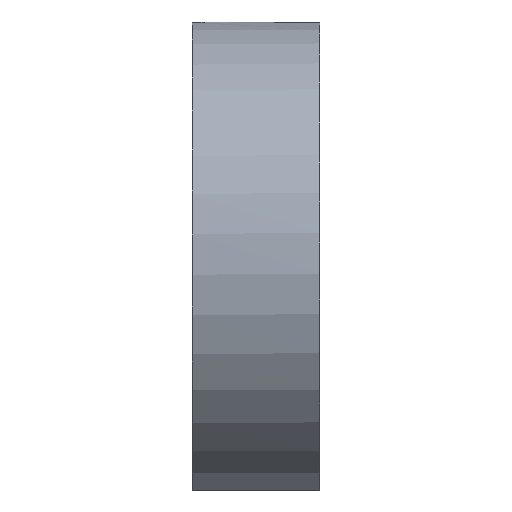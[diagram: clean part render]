
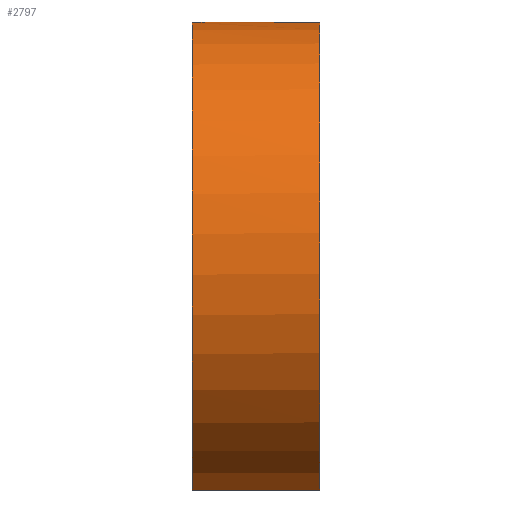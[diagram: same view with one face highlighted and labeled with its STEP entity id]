
A CAD part, left-side view. The second image highlights one B-rep face of the part: STEP entity #2797.
In plain terms, the highlighted cylindrical face has radius 79 mm (diameter 158 mm), a partial arc.
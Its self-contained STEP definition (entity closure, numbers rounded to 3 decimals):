
#30=B_SPLINE_CURVE_WITH_KNOTS('',3,(#4380,#4381,#4382,#4383,#4384,#4385,
#4386,#4387,#4388,#4389),.UNSPECIFIED.,.F.,.F.,(4,2,2,2,4),(0.,0.094,
0.188,0.283,0.377),.UNSPECIFIED.);
#31=B_SPLINE_CURVE_WITH_KNOTS('',3,(#4398,#4399,#4400,#4401,#4402,#4403,
#4404,#4405,#4406,#4407),.UNSPECIFIED.,.F.,.F.,(4,2,2,2,4),(-0.377,
-0.283,-0.188,-0.094,0.),
 .UNSPECIFIED.);
#32=B_SPLINE_CURVE_WITH_KNOTS('',3,(#4412,#4413,#4414,#4415,#4416,#4417,
#4418,#4419,#4420,#4421),.UNSPECIFIED.,.F.,.F.,(4,2,2,2,4),(0.378,
0.472,0.567,0.661,0.755),
 .UNSPECIFIED.);
#33=B_SPLINE_CURVE_WITH_KNOTS('',3,(#4428,#4429,#4430,#4431,#4432,#4433,
#4434,#4435,#4436,#4437),.UNSPECIFIED.,.F.,.F.,(4,2,2,2,4),(0.755,
0.849,0.943,1.038,1.132),
 .UNSPECIFIED.);
#48=CYLINDRICAL_SURFACE('',#2997,79.);
#89=FACE_BOUND('',#423,.T.);
#157=CIRCLE('',#2986,79.);
#158=CIRCLE('',#2994,79.);
#159=CIRCLE('',#2998,79.);
#160=CIRCLE('',#2999,79.);
#161=CIRCLE('',#3000,79.);
#162=CIRCLE('',#3001,79.);
#270=FACE_OUTER_BOUND('',#422,.T.);
#422=EDGE_LOOP('',(#2065,#2066,#2067,#2068,#2069,#2070,#2071,#2072,#2073,
#2074));
#423=EDGE_LOOP('',(#2075,#2076,#2077,#2078));
#655=LINE('',#4314,#943);
#691=LINE('',#4426,#979);
#692=LINE('',#4442,#980);
#693=LINE('',#4445,#981);
#943=VECTOR('',#3398,10.);
#979=VECTOR('',#3462,10.);
#980=VECTOR('',#3467,10.);
#981=VECTOR('',#3470,10.);
#1245=VERTEX_POINT('',#4311);
#1246=VERTEX_POINT('',#4313);
#1250=VERTEX_POINT('',#4324);
#1272=VERTEX_POINT('',#4378);
#1273=VERTEX_POINT('',#4379);
#1274=VERTEX_POINT('',#4393);
#1275=VERTEX_POINT('',#4397);
#1276=VERTEX_POINT('',#4410);
#1277=VERTEX_POINT('',#4423);
#1278=VERTEX_POINT('',#4425);
#1279=VERTEX_POINT('',#4438);
#1280=VERTEX_POINT('',#4439);
#1281=VERTEX_POINT('',#4441);
#1282=VERTEX_POINT('',#4443);
#1545=EDGE_CURVE('',#1245,#1246,#655,.T.);
#1552=EDGE_CURVE('',#1250,#1245,#157,.T.);
#1577=EDGE_CURVE('',#1272,#1273,#30,.T.);
#1580=EDGE_CURVE('',#1274,#1273,#158,.T.);
#1582=EDGE_CURVE('',#1274,#1275,#31,.T.);
#1585=EDGE_CURVE('',#1276,#1272,#32,.T.);
#1586=EDGE_CURVE('',#1277,#1276,#159,.T.);
#1587=EDGE_CURVE('',#1278,#1277,#691,.T.);
#1588=EDGE_CURVE('',#1246,#1278,#160,.T.);
#1589=EDGE_CURVE('',#1275,#1250,#33,.T.);
#1590=EDGE_CURVE('',#1279,#1280,#161,.T.);
#1591=EDGE_CURVE('',#1281,#1279,#692,.T.);
#1592=EDGE_CURVE('',#1281,#1282,#162,.T.);
#1593=EDGE_CURVE('',#1282,#1280,#693,.T.);
#2065=ORIENTED_EDGE('',*,*,#1585,.F.);
#2066=ORIENTED_EDGE('',*,*,#1586,.F.);
#2067=ORIENTED_EDGE('',*,*,#1587,.F.);
#2068=ORIENTED_EDGE('',*,*,#1588,.F.);
#2069=ORIENTED_EDGE('',*,*,#1545,.F.);
#2070=ORIENTED_EDGE('',*,*,#1552,.F.);
#2071=ORIENTED_EDGE('',*,*,#1589,.F.);
#2072=ORIENTED_EDGE('',*,*,#1582,.F.);
#2073=ORIENTED_EDGE('',*,*,#1580,.T.);
#2074=ORIENTED_EDGE('',*,*,#1577,.F.);
#2075=ORIENTED_EDGE('',*,*,#1590,.F.);
#2076=ORIENTED_EDGE('',*,*,#1591,.F.);
#2077=ORIENTED_EDGE('',*,*,#1592,.T.);
#2078=ORIENTED_EDGE('',*,*,#1593,.T.);
#2797=ADVANCED_FACE('',(#270,#89),#48,.T.);
#2986=AXIS2_PLACEMENT_3D('',#4326,#3407,#3408);
#2994=AXIS2_PLACEMENT_3D('',#4394,#3449,#3450);
#2997=AXIS2_PLACEMENT_3D('',#4422,#3458,#3459);
#2998=AXIS2_PLACEMENT_3D('',#4424,#3460,#3461);
#2999=AXIS2_PLACEMENT_3D('',#4427,#3463,#3464);
#3000=AXIS2_PLACEMENT_3D('',#4440,#3465,#3466);
#3001=AXIS2_PLACEMENT_3D('',#4444,#3468,#3469);
#3398=DIRECTION('',(0.,-1.,0.));
#3407=DIRECTION('center_axis',(0.,1.,0.));
#3408=DIRECTION('ref_axis',(1.,0.,0.));
#3449=DIRECTION('center_axis',(0.,-1.,0.));
#3450=DIRECTION('ref_axis',(1.,0.,0.));
#3458=DIRECTION('center_axis',(0.,1.,0.));
#3459=DIRECTION('ref_axis',(0.,0.,1.));
#3460=DIRECTION('center_axis',(0.,1.,0.));
#3461=DIRECTION('ref_axis',(1.,0.,0.));
#3462=DIRECTION('',(0.,1.,0.));
#3463=DIRECTION('center_axis',(0.,-1.,0.));
#3464=DIRECTION('ref_axis',(1.,0.,0.));
#3465=DIRECTION('center_axis',(0.,-1.,0.));
#3466=DIRECTION('ref_axis',(-1.,0.,0.));
#3467=DIRECTION('',(0.,1.,0.));
#3468=DIRECTION('center_axis',(0.,-1.,0.));
#3469=DIRECTION('ref_axis',(1.,0.,0.));
#3470=DIRECTION('',(0.,1.,0.));
#4311=CARTESIAN_POINT('',(25.987,44.707,-74.604));
#4313=CARTESIAN_POINT('',(25.987,2.707,-74.604));
#4314=CARTESIAN_POINT('',(25.987,2.707,-74.604));
#4324=CARTESIAN_POINT('',(7.466,44.707,78.646));
#4326=CARTESIAN_POINT('Origin',(0.,44.707,0.));
#4378=CARTESIAN_POINT('',(-5.034,42.207,78.839));
#4379=CARTESIAN_POINT('',(-2.534,39.707,78.959));
#4380=CARTESIAN_POINT('Ctrl Pts',(-5.034,42.207,78.839));
#4381=CARTESIAN_POINT('Ctrl Pts',(-5.034,41.894,78.839));
#4382=CARTESIAN_POINT('Ctrl Pts',(-4.971,41.559,78.844));
#4383=CARTESIAN_POINT('Ctrl Pts',(-4.716,40.943,78.859));
#4384=CARTESIAN_POINT('Ctrl Pts',(-4.524,40.662,78.871));
#4385=CARTESIAN_POINT('Ctrl Pts',(-4.08,40.218,78.895));
#4386=CARTESIAN_POINT('Ctrl Pts',(-3.799,40.026,78.909));
#4387=CARTESIAN_POINT('Ctrl Pts',(-3.183,39.77,78.936));
#4388=CARTESIAN_POINT('Ctrl Pts',(-2.848,39.707,78.949));
#4389=CARTESIAN_POINT('Ctrl Pts',(-2.534,39.707,78.959));
#4393=CARTESIAN_POINT('',(2.466,39.707,78.962));
#4394=CARTESIAN_POINT('Origin',(0.,39.707,0.));
#4397=CARTESIAN_POINT('',(4.966,42.207,78.844));
#4398=CARTESIAN_POINT('Ctrl Pts',(2.466,39.707,78.962));
#4399=CARTESIAN_POINT('Ctrl Pts',(2.78,39.707,78.952));
#4400=CARTESIAN_POINT('Ctrl Pts',(3.115,39.77,78.939));
#4401=CARTESIAN_POINT('Ctrl Pts',(3.731,40.026,78.912));
#4402=CARTESIAN_POINT('Ctrl Pts',(4.012,40.218,78.898));
#4403=CARTESIAN_POINT('Ctrl Pts',(4.456,40.662,78.875));
#4404=CARTESIAN_POINT('Ctrl Pts',(4.648,40.943,78.863));
#4405=CARTESIAN_POINT('Ctrl Pts',(4.903,41.559,78.848));
#4406=CARTESIAN_POINT('Ctrl Pts',(4.966,41.894,78.844));
#4407=CARTESIAN_POINT('Ctrl Pts',(4.966,42.207,78.844));
#4410=CARTESIAN_POINT('',(-7.534,44.707,78.64));
#4412=CARTESIAN_POINT('Ctrl Pts',(-7.534,44.707,78.64));
#4413=CARTESIAN_POINT('Ctrl Pts',(-7.22,44.707,78.67));
#4414=CARTESIAN_POINT('Ctrl Pts',(-6.886,44.645,78.7));
#4415=CARTESIAN_POINT('Ctrl Pts',(-6.269,44.39,78.751));
#4416=CARTESIAN_POINT('Ctrl Pts',(-5.988,44.197,78.773));
#4417=CARTESIAN_POINT('Ctrl Pts',(-5.544,43.752,78.806));
#4418=CARTESIAN_POINT('Ctrl Pts',(-5.352,43.472,78.819));
#4419=CARTESIAN_POINT('Ctrl Pts',(-5.097,42.856,78.836));
#4420=CARTESIAN_POINT('Ctrl Pts',(-5.034,42.521,78.839));
#4421=CARTESIAN_POINT('Ctrl Pts',(-5.034,42.207,78.839));
#4422=CARTESIAN_POINT('Origin',(0.,2.707,0.));
#4423=CARTESIAN_POINT('',(-25.922,44.707,-74.626));
#4424=CARTESIAN_POINT('Origin',(0.,44.707,0.));
#4425=CARTESIAN_POINT('',(-25.922,2.707,-74.626));
#4426=CARTESIAN_POINT('',(-25.922,39.707,-74.626));
#4427=CARTESIAN_POINT('Origin',(0.,2.707,0.));
#4428=CARTESIAN_POINT('Ctrl Pts',(4.966,42.207,78.844));
#4429=CARTESIAN_POINT('Ctrl Pts',(4.966,42.521,78.844));
#4430=CARTESIAN_POINT('Ctrl Pts',(5.029,42.856,78.84));
#4431=CARTESIAN_POINT('Ctrl Pts',(5.284,43.472,78.823));
#4432=CARTESIAN_POINT('Ctrl Pts',(5.476,43.752,78.81));
#4433=CARTESIAN_POINT('Ctrl Pts',(5.92,44.197,78.778));
#4434=CARTESIAN_POINT('Ctrl Pts',(6.201,44.39,78.757));
#4435=CARTESIAN_POINT('Ctrl Pts',(6.817,44.645,78.706));
#4436=CARTESIAN_POINT('Ctrl Pts',(7.152,44.707,78.676));
#4437=CARTESIAN_POINT('Ctrl Pts',(7.466,44.707,78.646));
#4438=CARTESIAN_POINT('',(30.082,39.707,-73.048));
#4439=CARTESIAN_POINT('',(61.134,39.707,-50.036));
#4440=CARTESIAN_POINT('Origin',(0.,39.707,0.));
#4441=CARTESIAN_POINT('',(30.082,12.708,-73.048));
#4442=CARTESIAN_POINT('',(30.082,12.708,-73.048));
#4443=CARTESIAN_POINT('',(61.134,12.708,-50.036));
#4444=CARTESIAN_POINT('Origin',(0.,12.708,0.));
#4445=CARTESIAN_POINT('',(61.134,12.708,-50.036));
